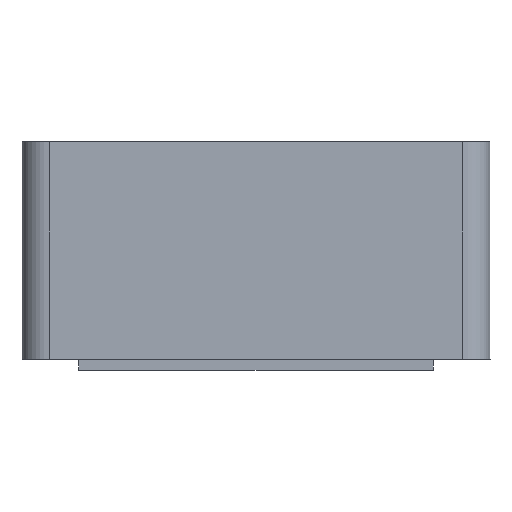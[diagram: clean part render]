
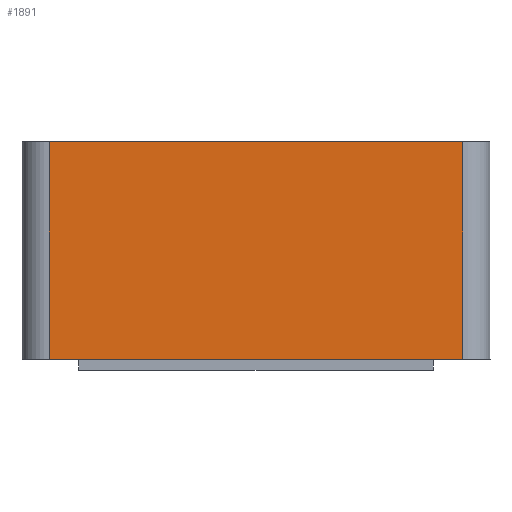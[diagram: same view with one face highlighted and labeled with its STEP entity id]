
A CAD part, left-side view. The second image highlights one B-rep face of the part: STEP entity #1891.
In plain terms, the highlighted planar face has unit normal (-1, 0, 0).
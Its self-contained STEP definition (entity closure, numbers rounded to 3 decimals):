
#293=FACE_OUTER_BOUND('',#365,.T.);
#365=EDGE_LOOP('',(#1681,#1682,#1683,#1684));
#532=LINE('',#4065,#740);
#533=LINE('',#4067,#741);
#534=LINE('',#4069,#742);
#535=LINE('',#4070,#743);
#740=VECTOR('',#2375,10.);
#741=VECTOR('',#2376,10.);
#742=VECTOR('',#2377,10.);
#743=VECTOR('',#2378,10.);
#1017=VERTEX_POINT('',#4063);
#1018=VERTEX_POINT('',#4064);
#1019=VERTEX_POINT('',#4066);
#1020=VERTEX_POINT('',#4068);
#1349=EDGE_CURVE('',#1017,#1018,#532,.T.);
#1350=EDGE_CURVE('',#1019,#1017,#533,.T.);
#1351=EDGE_CURVE('',#1020,#1019,#534,.T.);
#1352=EDGE_CURVE('',#1018,#1020,#535,.T.);
#1681=ORIENTED_EDGE('',*,*,#1349,.F.);
#1682=ORIENTED_EDGE('',*,*,#1350,.F.);
#1683=ORIENTED_EDGE('',*,*,#1351,.F.);
#1684=ORIENTED_EDGE('',*,*,#1352,.F.);
#1833=PLANE('',#2117);
#1891=ADVANCED_FACE('',(#293),#1833,.T.);
#2117=AXIS2_PLACEMENT_3D('',#4062,#2373,#2374);
#2373=DIRECTION('center_axis',(-1.,0.,0.));
#2374=DIRECTION('ref_axis',(0.,1.,0.));
#2375=DIRECTION('',(0.,0.,-1.));
#2376=DIRECTION('',(0.,-1.,0.));
#2377=DIRECTION('',(0.,0.,1.));
#2378=DIRECTION('',(0.,1.,0.));
#4062=CARTESIAN_POINT('Origin',(-2.15,-0.2,2.28));
#4063=CARTESIAN_POINT('',(-2.15,0.,1.9));
#4064=CARTESIAN_POINT('',(-2.15,0.,-1.9));
#4065=CARTESIAN_POINT('',(-2.15,0.,1.9));
#4066=CARTESIAN_POINT('',(-2.15,2.,1.9));
#4067=CARTESIAN_POINT('',(-2.15,2.,1.9));
#4068=CARTESIAN_POINT('',(-2.15,2.,-1.9));
#4069=CARTESIAN_POINT('',(-2.15,2.,-1.9));
#4070=CARTESIAN_POINT('',(-2.15,0.,-1.9));
